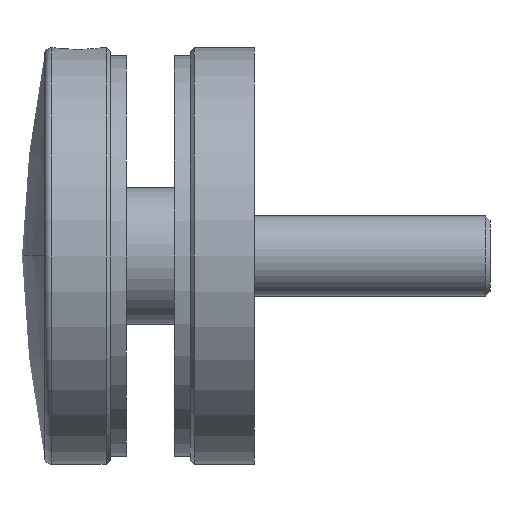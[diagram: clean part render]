
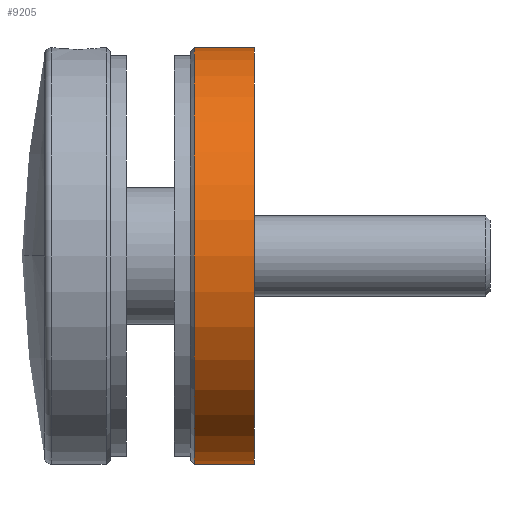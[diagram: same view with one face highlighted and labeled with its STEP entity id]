
A CAD part, left-side view. The second image highlights one B-rep face of the part: STEP entity #9205.
In plain terms, the highlighted cylindrical face has radius 26 mm (diameter 52 mm), a partial arc.
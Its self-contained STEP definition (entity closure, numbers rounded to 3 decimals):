
#751 = EDGE_LOOP ( 'NONE', ( #3045, #6519, #9414, #15854 ) ) ;
#912 = DIRECTION ( 'NONE',  ( 0., 0., -1. ) ) ;
#1049 = VERTEX_POINT ( 'NONE', #1533 ) ;
#1434 = DIRECTION ( 'NONE',  ( 0., -1., 0. ) ) ;
#1533 = CARTESIAN_POINT ( 'NONE',  ( 0., -4., 26. ) ) ;
#1553 = DIRECTION ( 'NONE',  ( 0., -1., 0. ) ) ;
#2163 = CARTESIAN_POINT ( 'NONE',  ( 0., -4., 0. ) ) ;
#2473 = DIRECTION ( 'NONE',  ( 0., -1., 0. ) ) ;
#3045 = ORIENTED_EDGE ( 'NONE', *, *, #4283, .F. ) ;
#3783 = AXIS2_PLACEMENT_3D ( 'NONE', #15685, #2473, #11350 ) ;
#3824 = CARTESIAN_POINT ( 'NONE',  ( 0., -4., 26. ) ) ;
#4283 = EDGE_CURVE ( 'NONE', #12869, #1049, #6311, .T. ) ;
#4523 = VECTOR ( 'NONE', #8746, 1000. ) ;
#4984 = CARTESIAN_POINT ( 'NONE',  ( 0., -4., -26. ) ) ;
#5332 = DIRECTION ( 'NONE',  ( 0., 0., 1. ) ) ;
#6081 = CARTESIAN_POINT ( 'NONE',  ( 0., 3.5, 26. ) ) ;
#6311 = LINE ( 'NONE', #3824, #4523 ) ;
#6519 = ORIENTED_EDGE ( 'NONE', *, *, #12254, .T. ) ;
#7893 = CIRCLE ( 'NONE', #14527, 26. ) ;
#8227 = CIRCLE ( 'NONE', #11653, 26. ) ;
#8746 = DIRECTION ( 'NONE',  ( 0., -1., 0. ) ) ;
#9052 = CARTESIAN_POINT ( 'NONE',  ( 0., -4., -26. ) ) ;
#9205 = ADVANCED_FACE ( 'NONE', ( #14950 ), #14753, .T. ) ;
#9263 = CARTESIAN_POINT ( 'NONE',  ( 0., 3.5, 0. ) ) ;
#9414 = ORIENTED_EDGE ( 'NONE', *, *, #16289, .T. ) ;
#9465 = CARTESIAN_POINT ( 'NONE',  ( 0., 3.5, -26. ) ) ;
#11031 = VECTOR ( 'NONE', #1434, 1000. ) ;
#11350 = DIRECTION ( 'NONE',  ( 0., 0., -1. ) ) ;
#11653 = AXIS2_PLACEMENT_3D ( 'NONE', #2163, #13581, #912 ) ;
#12254 = EDGE_CURVE ( 'NONE', #12869, #16471, #7893, .T. ) ;
#12869 = VERTEX_POINT ( 'NONE', #6081 ) ;
#12996 = VERTEX_POINT ( 'NONE', #4984 ) ;
#13231 = LINE ( 'NONE', #9052, #11031 ) ;
#13581 = DIRECTION ( 'NONE',  ( 0., -1., 0. ) ) ;
#14527 = AXIS2_PLACEMENT_3D ( 'NONE', #9263, #1553, #5332 ) ;
#14753 = CYLINDRICAL_SURFACE ( 'NONE', #3783, 26. ) ;
#14950 = FACE_OUTER_BOUND ( 'NONE', #751, .T. ) ;
#15279 = EDGE_CURVE ( 'NONE', #1049, #12996, #8227, .T. ) ;
#15685 = CARTESIAN_POINT ( 'NONE',  ( 0., -4., 0. ) ) ;
#15854 = ORIENTED_EDGE ( 'NONE', *, *, #15279, .F. ) ;
#16289 = EDGE_CURVE ( 'NONE', #16471, #12996, #13231, .T. ) ;
#16471 = VERTEX_POINT ( 'NONE', #9465 ) ;
